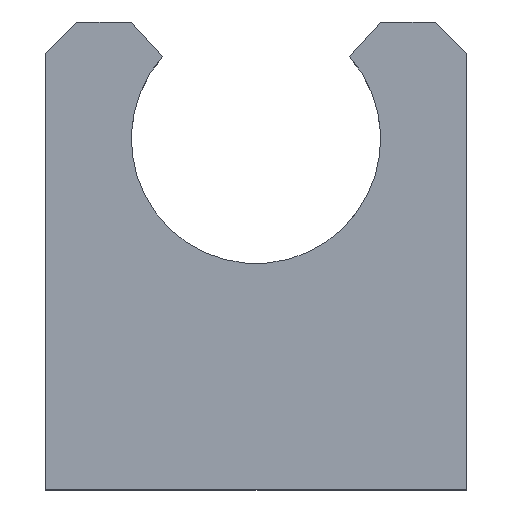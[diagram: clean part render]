
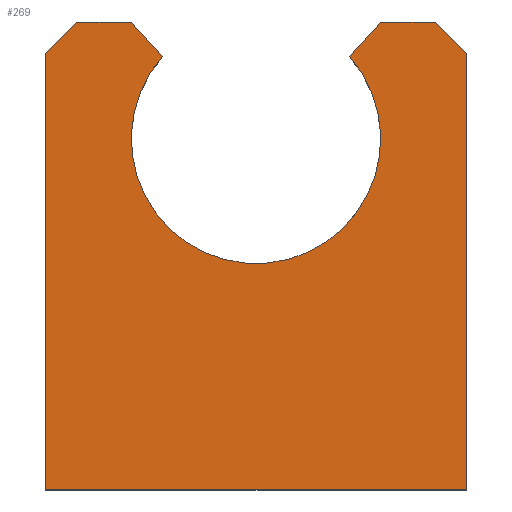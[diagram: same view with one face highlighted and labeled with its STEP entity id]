
A CAD part, top view. The second image highlights one B-rep face of the part: STEP entity #269.
In plain terms, the highlighted planar face has unit normal (0, 0, 1).
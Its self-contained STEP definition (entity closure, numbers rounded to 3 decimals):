
#15=LINE($,#416,#43);
#18=LINE($,#422,#46);
#21=LINE($,#428,#49);
#24=LINE($,#434,#52);
#28=LINE($,#446,#56);
#31=LINE($,#452,#59);
#34=LINE($,#458,#62);
#37=LINE($,#464,#65);
#40=LINE($,#468,#68);
#43=VECTOR($,#312,28.);
#46=VECTOR($,#317,2.828);
#49=VECTOR($,#322,3.5);
#52=VECTOR($,#327,2.978);
#56=VECTOR($,#339,2.978);
#59=VECTOR($,#344,3.5);
#62=VECTOR($,#349,2.828);
#65=VECTOR($,#354,28.);
#68=VECTOR($,#359,27.);
#78=PLANE($,#292);
#102=FACE_OUTER_BOUND($,#122,.T.);
#122=EDGE_LOOP($,(#235,#236,#237,#238,#239,#240,#241,#242,#243,#244));
#128=CIRCLE($,#286,8.);
#135=VERTEX_POINT($,#413);
#136=VERTEX_POINT($,#415);
#138=VERTEX_POINT($,#421);
#140=VERTEX_POINT($,#427);
#142=VERTEX_POINT($,#433);
#144=VERTEX_POINT($,#439);
#146=VERTEX_POINT($,#445);
#148=VERTEX_POINT($,#451);
#150=VERTEX_POINT($,#457);
#152=VERTEX_POINT($,#463);
#159=EDGE_CURVE($,#136,#135,#15,.T.);
#162=EDGE_CURVE($,#138,#136,#18,.T.);
#165=EDGE_CURVE($,#140,#138,#21,.T.);
#168=EDGE_CURVE($,#142,#140,#24,.T.);
#171=EDGE_CURVE($,#144,#142,#128,.T.);
#174=EDGE_CURVE($,#146,#144,#28,.T.);
#177=EDGE_CURVE($,#148,#146,#31,.T.);
#180=EDGE_CURVE($,#150,#148,#34,.T.);
#183=EDGE_CURVE($,#152,#150,#37,.T.);
#186=EDGE_CURVE($,#135,#152,#40,.T.);
#235=ORIENTED_EDGE($,*,*,#186,.T.);
#236=ORIENTED_EDGE($,*,*,#183,.T.);
#237=ORIENTED_EDGE($,*,*,#180,.T.);
#238=ORIENTED_EDGE($,*,*,#177,.T.);
#239=ORIENTED_EDGE($,*,*,#174,.T.);
#240=ORIENTED_EDGE($,*,*,#171,.T.);
#241=ORIENTED_EDGE($,*,*,#168,.T.);
#242=ORIENTED_EDGE($,*,*,#165,.T.);
#243=ORIENTED_EDGE($,*,*,#162,.T.);
#244=ORIENTED_EDGE($,*,*,#159,.T.);
#269=ADVANCED_FACE($,(#102),#78,.T.);
#286=AXIS2_PLACEMENT_3D($,#440,#333,#334);
#292=AXIS2_PLACEMENT_3D($,#469,#360,#361);
#312=DIRECTION($,(0.,-1.,0.));
#317=DIRECTION($,(-0.707,-0.707,0.));
#322=DIRECTION($,(-1.,0.,0.));
#327=DIRECTION($,(-0.675,0.738,0.));
#333=DIRECTION('center_axis',(0.,0.,-1.));
#334=DIRECTION('ref_axis',(0.749,-0.663,0.));
#339=DIRECTION($,(-0.675,-0.738,0.));
#344=DIRECTION($,(-1.,0.,0.));
#349=DIRECTION($,(-0.707,0.707,0.));
#354=DIRECTION($,(0.,1.,0.));
#359=DIRECTION($,(1.,0.,0.));
#360=DIRECTION('center_axis',(0.,0.,1.));
#361=DIRECTION('ref_axis',(1.,0.,0.));
#413=CARTESIAN_POINT('',(0.,0.,16.));
#415=CARTESIAN_POINT('',(0.,28.,16.));
#416=CARTESIAN_POINT($,(0.,28.,16.));
#421=CARTESIAN_POINT('',(2.,30.,16.));
#422=CARTESIAN_POINT($,(2.,30.,16.));
#427=CARTESIAN_POINT('',(5.5,30.,16.));
#428=CARTESIAN_POINT($,(5.5,30.,16.));
#433=CARTESIAN_POINT('',(7.509,27.802,16.));
#434=CARTESIAN_POINT($,(7.509,27.802,16.));
#439=CARTESIAN_POINT('',(19.491,27.802,16.));
#440=CARTESIAN_POINT('Origin',(13.5,22.5,16.));
#445=CARTESIAN_POINT('',(21.5,30.,16.));
#446=CARTESIAN_POINT($,(21.5,30.,16.));
#451=CARTESIAN_POINT('',(25.,30.,16.));
#452=CARTESIAN_POINT($,(25.,30.,16.));
#457=CARTESIAN_POINT('',(27.,28.,16.));
#458=CARTESIAN_POINT($,(27.,28.,16.));
#463=CARTESIAN_POINT('',(27.,0.,16.));
#464=CARTESIAN_POINT($,(27.,0.,16.));
#468=CARTESIAN_POINT($,(0.,0.,16.));
#469=CARTESIAN_POINT('Origin',(13.5,14.541,16.));
